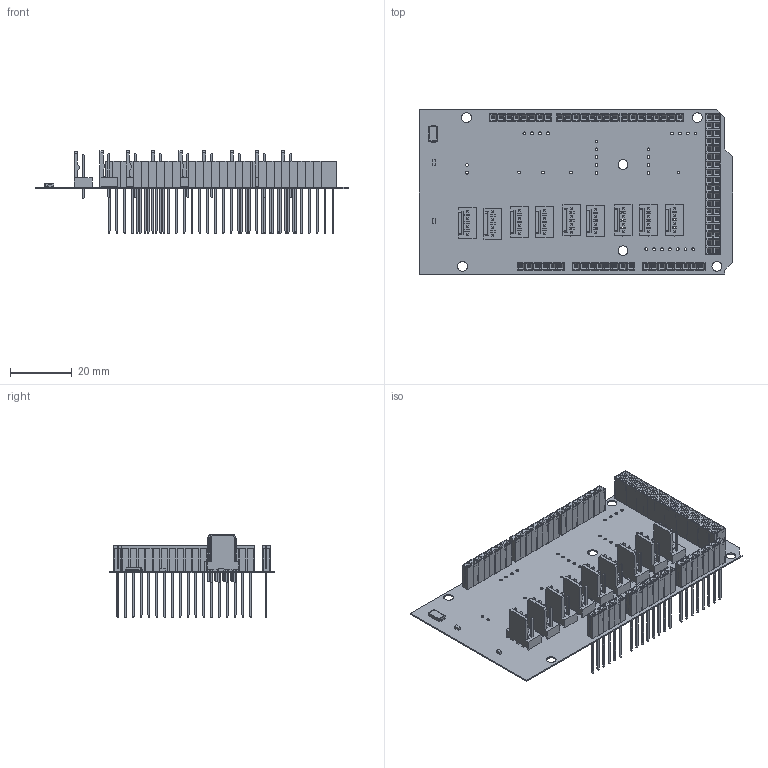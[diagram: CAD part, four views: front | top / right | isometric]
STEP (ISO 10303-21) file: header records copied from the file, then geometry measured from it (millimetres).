
FILE_DESCRIPTION(('Open CASCADE Model'),'2;1');
FILE_NAME('Open CASCADE Shape Model','2018-03-23T19:49:10',('Author'),( 'Open CASCADE'),'Open CASCADE STEP processor 6.8','Open CASCADE 6.8' ,'Unknown');
FILE_SCHEMA(('AUTOMOTIVE_DESIGN { 1 0 10303 214 1 1 1 1 }'));
Length unit declared in the file: millimetre
Products named in the file (29): PCB; Board; R2; 1126585976; Extruded; R1; COMMS; SIL_Socket08_; SIL_Socket_Body; SIL_SocketPin; AD_H; AD_L; POWER; SIL_Socket06; PWM_H; Motores; DIGITAL; SIL_Socket36; SIL_Socket_Body36; SIL_Socket_Pin36; Free-Models; 22-27-2041; 5225_LED_SMD5630
Assembly tree (65 placements, depth 4):
  PCB
    Board
    R2
      1126585976
        Extruded
    R1
      1126585976
        Extruded
    COMMS
      SIL_Socket08_
        SIL_Socket_Body  x8
        SIL_SocketPin  x8
    AD_H
      SIL_Socket08_
        SIL_Socket_Body  x8
        SIL_SocketPin  x8
    AD_L
      SIL_Socket08_
        SIL_Socket_Body  x8
        SIL_SocketPin  x8
    POWER
      SIL_Socket06
        SIL_Socket_Body  x6
        SIL_SocketPin  x6
    PWM_H
      SIL_Socket08_
        SIL_Socket_Body  x8
        SIL_SocketPin  x8
    Motores
      SIL_Socket08_
        SIL_Socket_Body  x8
        SIL_SocketPin  x8
    DIGITAL
      SIL_Socket36
        SIL_Socket_Body36
        SIL_Socket_Pin36
    Free-Models
      22-27-2041  x9
      5225_LED_SMD5630
      5225_LED_SMD5630
      5225_LED_SMD5630
      5225_LED_SMD5630
      5225_LED_SMD5630
Bounding box: 101.6 x 53.34 x 26.75 mm (x, y, z)
Volume: 6890.3 mm3; surface area: 31607.5 mm2
Topology: 146 solids, 146 shells, 4452 faces, 11396 edges, 7392 vertices
Faces by surface type: plane 3695, cylinder 757
Full cylindrical faces by diameter (mm): 0.762 x82, 0.9 x66, 3.2 x6
Entity records: 55561 total; most frequent: CARTESIAN_POINT 9204, ORIENTED_EDGE 8992, DIRECTION 8922, EDGE_CURVE 4496, LINE 3614, VECTOR 3614, VERTEX_POINT 2936, AXIS2_PLACEMENT_3D 2654
